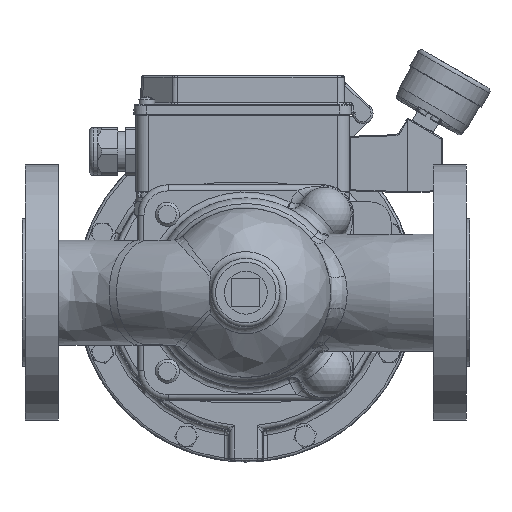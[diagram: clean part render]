
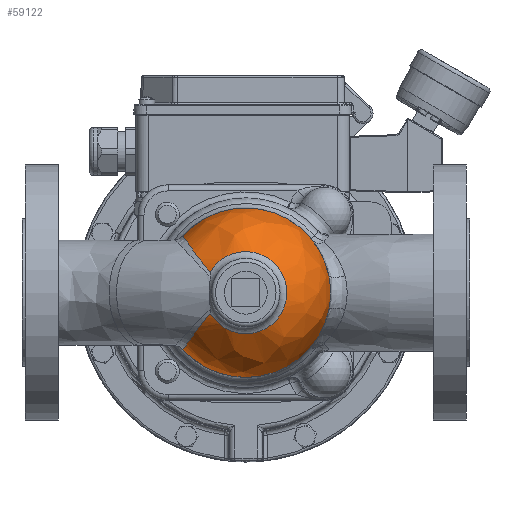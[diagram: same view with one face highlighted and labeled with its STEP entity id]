
A CAD part, front view. The second image highlights one B-rep face of the part: STEP entity #59122.
In plain terms, the highlighted free-form (B-spline) face has degree [2, 2] with [3, 9] control points.
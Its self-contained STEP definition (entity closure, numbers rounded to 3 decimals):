
#1799=CIRCLE('',#63059,42.);
#1800=CIRCLE('',#63060,20.361);
#1801=CIRCLE('',#63061,20.361);
#1802=CIRCLE('',#63062,42.);
#7927=FACE_OUTER_BOUND('',#11629,.T.);
#11629=EDGE_LOOP('',(#42250,#42251,#42252,#42253,#42254,#42255,#42256));
#22808=B_SPLINE_CURVE_WITH_KNOTS('',3,(#99250,#99251,#99252,#99253,#99254),
 .UNSPECIFIED.,.F.,.F.,(4,1,4),(-2.109,-1.205,0.),
 .UNSPECIFIED.);
#22822=B_SPLINE_CURVE_WITH_KNOTS('',3,(#99610,#99611,#99612,#99613,#99614,
#99615,#99616),.UNSPECIFIED.,.F.,.F.,(4,1,1,1,4),(-4.946,-3.662,
-2.93,-1.465,0.),.UNSPECIFIED.);
#22823=B_SPLINE_CURVE_WITH_KNOTS('',3,(#99622,#99623,#99624,#99625,#99626,
#99627,#99628),.UNSPECIFIED.,.F.,.F.,(4,1,1,1,4),(-5.137,-3.672,
-2.207,-0.742,-0.191),.UNSPECIFIED.);
#25215=VERTEX_POINT('',#99196);
#25217=VERTEX_POINT('',#99248);
#25226=VERTEX_POINT('',#99607);
#25227=VERTEX_POINT('',#99609);
#25228=VERTEX_POINT('',#99617);
#25229=VERTEX_POINT('',#99619);
#25230=VERTEX_POINT('',#99621);
#31516=EDGE_CURVE('',#25217,#25215,#22808,.T.);
#31534=EDGE_CURVE('',#25217,#25226,#1799,.T.);
#31535=EDGE_CURVE('',#25227,#25226,#22822,.T.);
#31536=EDGE_CURVE('',#25228,#25227,#1800,.T.);
#31537=EDGE_CURVE('',#25229,#25228,#1801,.T.);
#31538=EDGE_CURVE('',#25230,#25229,#22823,.T.);
#31539=EDGE_CURVE('',#25230,#25215,#1802,.T.);
#42250=ORIENTED_EDGE('',*,*,#31516,.F.);
#42251=ORIENTED_EDGE('',*,*,#31534,.T.);
#42252=ORIENTED_EDGE('',*,*,#31535,.F.);
#42253=ORIENTED_EDGE('',*,*,#31536,.F.);
#42254=ORIENTED_EDGE('',*,*,#31537,.F.);
#42255=ORIENTED_EDGE('',*,*,#31538,.F.);
#42256=ORIENTED_EDGE('',*,*,#31539,.T.);
#56986=(
BOUNDED_SURFACE()
B_SPLINE_SURFACE(2,2,((#99580,#99581,#99582,#99583,#99584,#99585,#99586,
#99587,#99588),(#99589,#99590,#99591,#99592,#99593,#99594,#99595,#99596,
#99597),(#99598,#99599,#99600,#99601,#99602,#99603,#99604,#99605,#99606)),
 .UNSPECIFIED.,.F.,.F.,.F.)
B_SPLINE_SURFACE_WITH_KNOTS((3,3),(3,2,2,2,3),(0.,1.16),
(-2.624,-1.312,0.,1.312,
2.624),.UNSPECIFIED.)
GEOMETRIC_REPRESENTATION_ITEM()
RATIONAL_B_SPLINE_SURFACE(((1.,0.792,1.,0.792,1.,
0.792,1.,0.792,1.),(0.836,0.663,
0.836,0.663,0.836,0.663,
0.836,0.663,0.836),(1.,0.792,
1.,0.792,1.,0.792,1.,0.792,1.)))
REPRESENTATION_ITEM('')
SURFACE()
);
#59122=ADVANCED_FACE('',(#7927),#56986,.F.);
#63059=AXIS2_PLACEMENT_3D('',#99608,#70855,#70856);
#63060=AXIS2_PLACEMENT_3D('',#99618,#70857,#70858);
#63061=AXIS2_PLACEMENT_3D('',#99620,#70859,#70860);
#63062=AXIS2_PLACEMENT_3D('',#99629,#70861,#70862);
#70855=DIRECTION('center_axis',(0.,-1.,0.));
#70856=DIRECTION('ref_axis',(1.,0.,0.));
#70857=DIRECTION('center_axis',(0.,-1.,0.));
#70858=DIRECTION('ref_axis',(1.,0.,0.));
#70859=DIRECTION('center_axis',(0.,-1.,0.));
#70860=DIRECTION('ref_axis',(1.,0.,0.));
#70861=DIRECTION('center_axis',(0.,-1.,0.));
#70862=DIRECTION('ref_axis',(1.,0.,0.));
#99196=CARTESIAN_POINT('',(45.151,-25.788,-8.915));
#99248=CARTESIAN_POINT('',(45.151,-25.788,8.915));
#99250=CARTESIAN_POINT('Ctrl Pts',(45.151,-25.788,8.915));
#99251=CARTESIAN_POINT('Ctrl Pts',(45.667,-26.785,6.539));
#99252=CARTESIAN_POINT('Ctrl Pts',(46.373,-28.229,0.483));
#99253=CARTESIAN_POINT('Ctrl Pts',(45.839,-27.117,-5.747));
#99254=CARTESIAN_POINT('Ctrl Pts',(45.151,-25.788,-8.915));
#99580=CARTESIAN_POINT('Ctrl Pts',(-32.399,-25.788,-20.767));
#99581=CARTESIAN_POINT('Ctrl Pts',(-16.411,-25.788,-48.872));
#99582=CARTESIAN_POINT('Ctrl Pts',(14.848,-25.788,-40.603));
#99583=CARTESIAN_POINT('Ctrl Pts',(46.108,-25.788,-32.335));
#99584=CARTESIAN_POINT('Ctrl Pts',(46.108,-25.788,0.));
#99585=CARTESIAN_POINT('Ctrl Pts',(46.108,-25.788,32.335));
#99586=CARTESIAN_POINT('Ctrl Pts',(14.848,-25.788,40.603));
#99587=CARTESIAN_POINT('Ctrl Pts',(-16.411,-25.788,48.872));
#99588=CARTESIAN_POINT('Ctrl Pts',(-32.399,-25.788,20.767));
#99589=CARTESIAN_POINT('Ctrl Pts',(-32.399,-49.386,
-20.767));
#99590=CARTESIAN_POINT('Ctrl Pts',(-16.411,-49.386,
-48.872));
#99591=CARTESIAN_POINT('Ctrl Pts',(14.848,-49.386,-40.603));
#99592=CARTESIAN_POINT('Ctrl Pts',(46.108,-49.386,-32.335));
#99593=CARTESIAN_POINT('Ctrl Pts',(46.108,-49.386,0.));
#99594=CARTESIAN_POINT('Ctrl Pts',(46.108,-49.386,32.335));
#99595=CARTESIAN_POINT('Ctrl Pts',(14.848,-49.386,40.603));
#99596=CARTESIAN_POINT('Ctrl Pts',(-16.411,-49.386,
48.872));
#99597=CARTESIAN_POINT('Ctrl Pts',(-32.399,-49.386,
20.767));
#99598=CARTESIAN_POINT('Ctrl Pts',(-13.59,-58.799,
-10.067));
#99599=CARTESIAN_POINT('Ctrl Pts',(-5.839,-58.799,
-23.692));
#99600=CARTESIAN_POINT('Ctrl Pts',(9.315,-58.799,-19.684));
#99601=CARTESIAN_POINT('Ctrl Pts',(24.469,-58.799,-15.675));
#99602=CARTESIAN_POINT('Ctrl Pts',(24.469,-58.799,0.));
#99603=CARTESIAN_POINT('Ctrl Pts',(24.469,-58.799,15.675));
#99604=CARTESIAN_POINT('Ctrl Pts',(9.315,-58.799,19.684));
#99605=CARTESIAN_POINT('Ctrl Pts',(-5.839,-58.799,
23.692));
#99606=CARTESIAN_POINT('Ctrl Pts',(-13.59,-58.799,
10.067));
#99607=CARTESIAN_POINT('',(-27.217,-25.788,27.978));
#99608=CARTESIAN_POINT('Origin',(4.108,-25.788,0.));
#99609=CARTESIAN_POINT('',(-13.59,-58.799,10.067));
#99610=CARTESIAN_POINT('Ctrl Pts',(-13.591,-58.799,10.066));
#99611=CARTESIAN_POINT('Ctrl Pts',(-15.809,-57.402,12.653));
#99612=CARTESIAN_POINT('Ctrl Pts',(-18.864,-54.441,16.652));
#99613=CARTESIAN_POINT('Ctrl Pts',(-23.07,-47.482,
22.464));
#99614=CARTESIAN_POINT('Ctrl Pts',(-26.141,-38.353,26.967));
#99615=CARTESIAN_POINT('Ctrl Pts',(-27.086,-29.969,
28.125));
#99616=CARTESIAN_POINT('Ctrl Pts',(-27.217,-25.788,
27.978));
#99617=CARTESIAN_POINT('',(4.108,-58.799,20.361));
#99618=CARTESIAN_POINT('Origin',(4.108,-58.799,0.));
#99619=CARTESIAN_POINT('',(-13.59,-58.799,-10.067));
#99620=CARTESIAN_POINT('Origin',(4.108,-58.799,0.));
#99621=CARTESIAN_POINT('',(-27.217,-25.788,-27.978));
#99622=CARTESIAN_POINT('Ctrl Pts',(-27.217,-25.788,
-27.978));
#99623=CARTESIAN_POINT('Ctrl Pts',(-27.086,-29.969,
-28.125));
#99624=CARTESIAN_POINT('Ctrl Pts',(-26.143,-38.351,
-26.964));
#99625=CARTESIAN_POINT('Ctrl Pts',(-22.452,-49.312,
-21.57));
#99626=CARTESIAN_POINT('Ctrl Pts',(-17.829,-55.685,-15.228));
#99627=CARTESIAN_POINT('Ctrl Pts',(-14.541,-58.201,
-11.18));
#99628=CARTESIAN_POINT('Ctrl Pts',(-13.59,-58.799,
-10.067));
#99629=CARTESIAN_POINT('Origin',(4.108,-25.788,0.));
